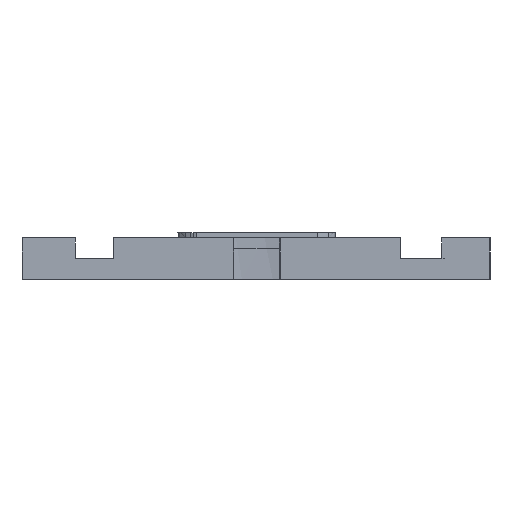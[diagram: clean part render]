
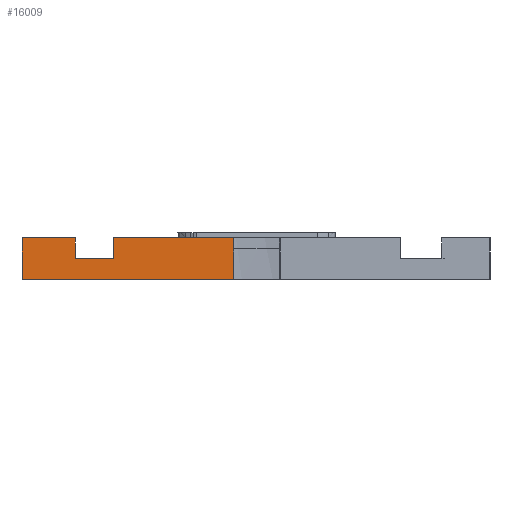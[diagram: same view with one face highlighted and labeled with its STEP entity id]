
A CAD part, left-side view. The second image highlights one B-rep face of the part: STEP entity #16009.
In plain terms, the highlighted planar face has unit normal (-1, 0, 0).
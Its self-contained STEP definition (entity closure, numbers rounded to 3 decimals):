
#264=FACE_OUTER_BOUND('',#1223,.T.);
#1223=EDGE_LOOP('',(#10742,#10743,#10744,#10745,#10746,#10747,#10748,#10749));
#2182=LINE('',#21492,#4205);
#2309=LINE('',#21965,#4332);
#2311=LINE('',#21969,#4334);
#2330=LINE('',#22058,#4353);
#2331=LINE('',#22060,#4354);
#2332=LINE('',#22062,#4355);
#2333=LINE('',#22064,#4356);
#2334=LINE('',#22065,#4357);
#4205=VECTOR('',#17803,10.);
#4332=VECTOR('',#17950,10.);
#4334=VECTOR('',#17954,10.);
#4353=VECTOR('',#17975,10.);
#4354=VECTOR('',#17976,10.);
#4355=VECTOR('',#17977,10.);
#4356=VECTOR('',#17978,10.);
#4357=VECTOR('',#17979,10.);
#6584=VERTEX_POINT('',#21489);
#6585=VERTEX_POINT('',#21491);
#6705=VERTEX_POINT('',#21964);
#6706=VERTEX_POINT('',#21968);
#6725=VERTEX_POINT('',#22057);
#6726=VERTEX_POINT('',#22059);
#6727=VERTEX_POINT('',#22061);
#6728=VERTEX_POINT('',#22063);
#8097=EDGE_CURVE('',#6584,#6585,#2182,.T.);
#8230=EDGE_CURVE('',#6705,#6585,#2309,.T.);
#8232=EDGE_CURVE('',#6705,#6706,#2311,.T.);
#8252=EDGE_CURVE('',#6725,#6584,#2330,.T.);
#8253=EDGE_CURVE('',#6725,#6726,#2331,.T.);
#8254=EDGE_CURVE('',#6726,#6727,#2332,.T.);
#8255=EDGE_CURVE('',#6728,#6727,#2333,.T.);
#8256=EDGE_CURVE('',#6706,#6728,#2334,.T.);
#10742=ORIENTED_EDGE('',*,*,#8230,.T.);
#10743=ORIENTED_EDGE('',*,*,#8097,.F.);
#10744=ORIENTED_EDGE('',*,*,#8252,.F.);
#10745=ORIENTED_EDGE('',*,*,#8253,.T.);
#10746=ORIENTED_EDGE('',*,*,#8254,.T.);
#10747=ORIENTED_EDGE('',*,*,#8255,.F.);
#10748=ORIENTED_EDGE('',*,*,#8256,.F.);
#10749=ORIENTED_EDGE('',*,*,#8232,.F.);
#15249=PLANE('',#16954);
#16009=ADVANCED_FACE('',(#264),#15249,.T.);
#16954=AXIS2_PLACEMENT_3D('',#22056,#17973,#17974);
#17803=DIRECTION('',(0.,-1.,0.));
#17950=DIRECTION('',(0.,0.,1.));
#17954=DIRECTION('',(0.,1.,0.));
#17973=DIRECTION('center_axis',(-1.,0.,0.));
#17974=DIRECTION('ref_axis',(0.,-1.,0.));
#17975=DIRECTION('',(0.,0.,1.));
#17976=DIRECTION('',(0.,1.,0.));
#17977=DIRECTION('',(0.,0.,1.));
#17978=DIRECTION('',(0.,-1.,0.));
#17979=DIRECTION('',(0.,0.,1.));
#21489=CARTESIAN_POINT('',(274.4,14.597,4.));
#21491=CARTESIAN_POINT('',(274.4,3.109,4.));
#21492=CARTESIAN_POINT('',(274.4,-21.6,4.));
#21964=CARTESIAN_POINT('',(274.4,3.109,0.));
#21965=CARTESIAN_POINT('',(274.4,3.109,4.));
#21968=CARTESIAN_POINT('',(274.4,23.4,0.));
#21969=CARTESIAN_POINT('',(274.4,-21.6,0.));
#22056=CARTESIAN_POINT('Origin',(274.4,23.4,0.));
#22057=CARTESIAN_POINT('',(274.4,14.597,2.));
#22058=CARTESIAN_POINT('',(274.4,14.597,2.));
#22059=CARTESIAN_POINT('',(274.4,18.279,2.));
#22060=CARTESIAN_POINT('',(274.4,20.245,2.));
#22061=CARTESIAN_POINT('',(274.4,18.279,4.));
#22062=CARTESIAN_POINT('',(274.4,18.279,2.));
#22063=CARTESIAN_POINT('',(274.4,23.4,4.));
#22064=CARTESIAN_POINT('',(274.4,-21.6,4.));
#22065=CARTESIAN_POINT('',(274.4,23.4,0.));
